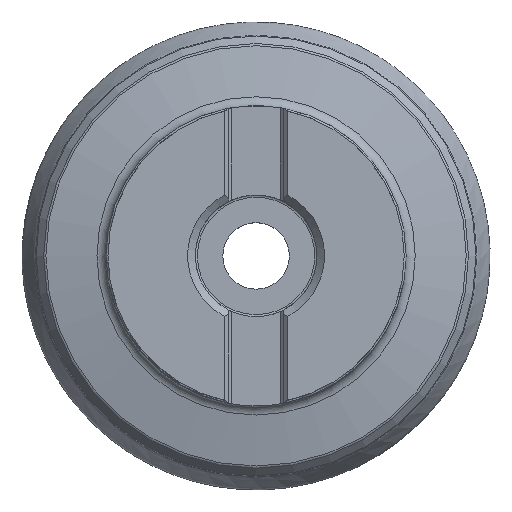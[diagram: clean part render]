
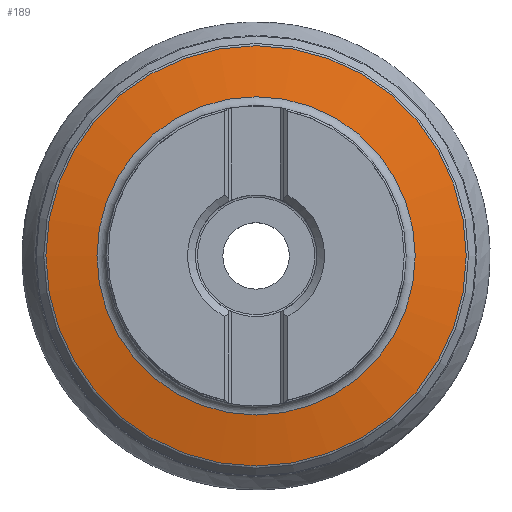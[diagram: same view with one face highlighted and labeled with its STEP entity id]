
A CAD part, top view. The second image highlights one B-rep face of the part: STEP entity #189.
In plain terms, the highlighted conical face has half-angle 78.477 degrees and reference radius 39.5 mm.
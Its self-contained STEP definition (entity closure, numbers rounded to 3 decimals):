
#114=CONICAL_SURFACE('',#976,39.5,78.477);
#189=ADVANCED_FACE('S9',(#312,#313),#114,.T.);
#312=FACE_BOUND('',#371,.T.);
#313=FACE_BOUND('',#372,.T.);
#371=EDGE_LOOP('',(#482));
#372=EDGE_LOOP('',(#483));
#482=ORIENTED_EDGE('',*,*,#733,.T.);
#483=ORIENTED_EDGE('',*,*,#734,.T.);
#658=VERTEX_POINT('',#1522);
#659=VERTEX_POINT('',#1524);
#733=EDGE_CURVE('',#658,#658,#793,.T.);
#734=EDGE_CURVE('',#659,#659,#794,.T.);
#793=CIRCLE('',#974,55.34);
#794=CIRCLE('',#975,41.901);
#974=AXIS2_PLACEMENT_3D('',#1521,#1149,#1150);
#975=AXIS2_PLACEMENT_3D('',#1523,#1151,#1152);
#976=AXIS2_PLACEMENT_3D('',#1525,#1153,#1154);
#1149=DIRECTION('',(0.,0.,1.));
#1150=DIRECTION('',(0.,1.,0.));
#1151=DIRECTION('',(0.,0.,-1.));
#1152=DIRECTION('',(0.,-1.,0.));
#1153=DIRECTION('',(0.,0.,-1.));
#1154=DIRECTION('',(0.,-1.,0.));
#1521=CARTESIAN_POINT('',(0.,0.,-19.729));
#1522=CARTESIAN_POINT('',(0.,55.34,-19.729));
#1523=CARTESIAN_POINT('',(0.,0.,-16.989));
#1524=CARTESIAN_POINT('',(0.,-41.901,-16.989));
#1525=CARTESIAN_POINT('',(0.,0.,-16.5));
